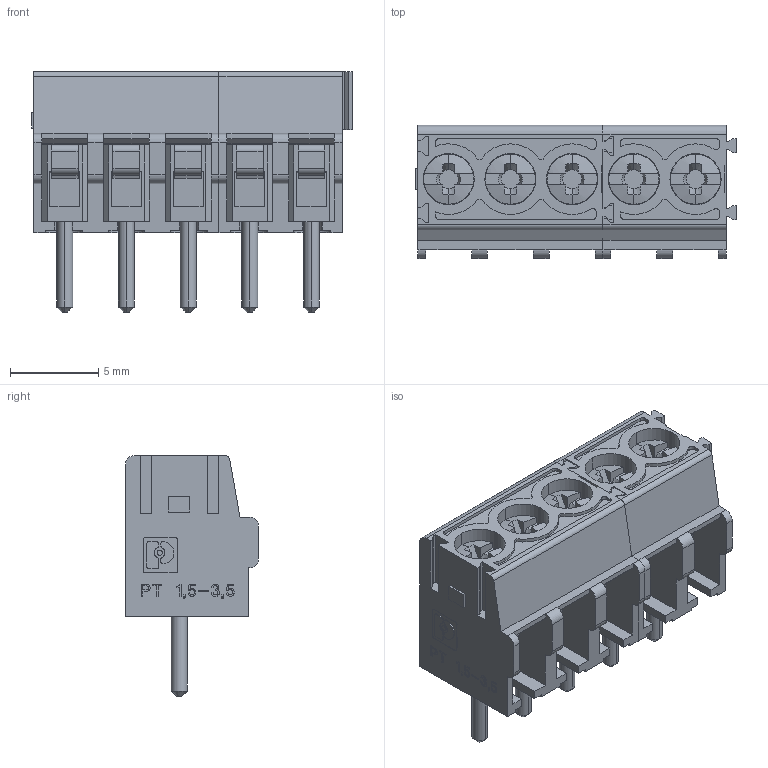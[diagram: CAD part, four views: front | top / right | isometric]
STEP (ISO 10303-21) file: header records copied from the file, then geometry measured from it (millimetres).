
FILE_DESCRIPTION(('STEP AP242'),'1');
FILE_NAME('1984646.stp','2025-05-29T20:43:18',('TraceParts'),('TraceParts S.A.'),'Spatial InterOp 3D',' ',' ');
FILE_SCHEMA(('AP242_MANAGED_MODEL_BASED_3D_ENGINEERING_MIM_LF {1 0 10303 442 1 1 4}'));
Length unit declared in the file: millimetre
Products named in the file (1): PT_1_5-5-3_50_H|13#PT_1_5-2-3_50_H|8#LP_PT_1_5_klh_3_5_horizontal.1;LP_PT_1_5_klh_3_5_horizontal.1
Bounding box: 18.2 x 7.55 x 13.65 mm (x, y, z)
Volume: 811.9 mm3; surface area: 2343.2 mm2
Topology: 12 solids, 12 shells, 1316 faces, 3734 edges, 2476 vertices
Faces by surface type: plane 1018, cylinder 228, cone 40, sphere 20, extrusion 10
Entity records: 54357 total; most frequent: CARTESIAN_POINT 8896, ORIENTED_EDGE 7468, DIRECTION 6936, EDGE_CURVE 3734, VECTOR 3028, LINE 3018, VERTEX_POINT 2476, AXIS2_PLACEMENT_3D 1954
